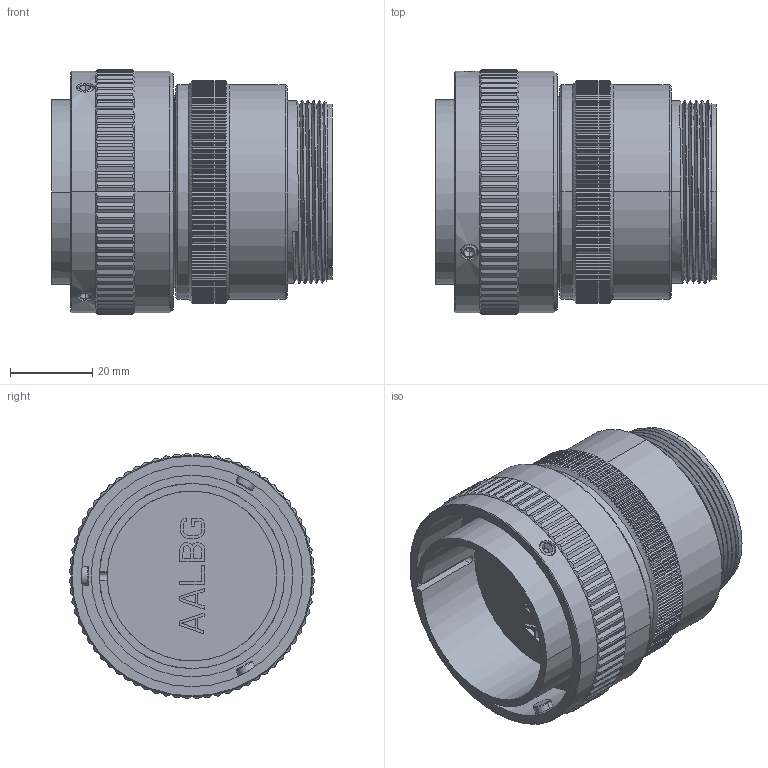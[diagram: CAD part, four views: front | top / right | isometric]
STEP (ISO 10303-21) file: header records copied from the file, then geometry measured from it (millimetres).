
FILE_DESCRIPTION((''),'2;1');
FILE_NAME('VG95234-32_SW0001','2023-02-24T11:04:55',('paultorloting'),('NET AG system integration'),'CREO PARAMETRIC BY PTC INC, 2021404','CREO PARAMETRIC BY PTC INC, 2021404','');
FILE_SCHEMA(('AUTOMOTIVE_DESIGN { 1 0 10303 214 1 1 1 1 }'));
Length unit declared in the file: millimetre
Products named in the file (1): VG95234-32_SW0001
Bounding box: 68.17 x 59.58 x 59.58 mm (x, y, z)
Volume: 103854.9 mm3; surface area: 29065.3 mm2
Topology: 1 solids, 1 shells, 1138 faces, 3247 edges, 2139 vertices
Faces by surface type: plane 766, cylinder 307, cone 50, bspline 9, torus 6
Entity records: 51395 total; most frequent: CARTESIAN_POINT 17060, ORIENTED_EDGE 6482, DIRECTION 5077, EDGE_CURVE 3241, VERTEX_POINT 2139, AXIS2_PLACEMENT_3D 1767, VECTOR 1540, LINE 1540
